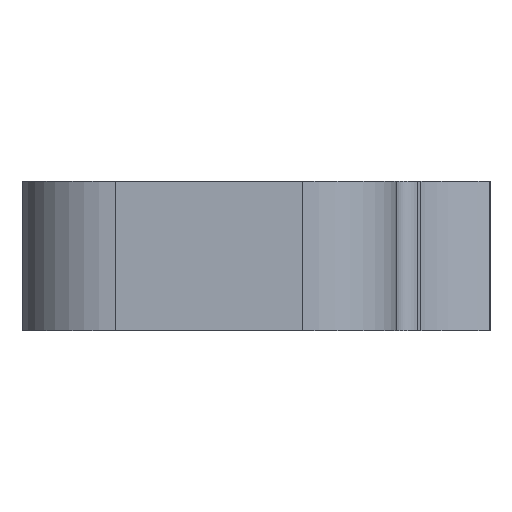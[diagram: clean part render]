
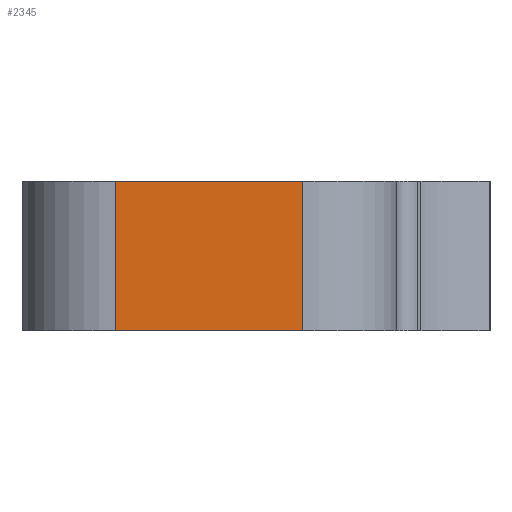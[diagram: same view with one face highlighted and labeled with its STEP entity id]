
A CAD part, front view. The second image highlights one B-rep face of the part: STEP entity #2345.
In plain terms, the highlighted planar face has unit normal (0, -1, 0).
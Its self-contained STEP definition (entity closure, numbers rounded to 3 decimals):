
#134=PLANE('',#2546);
#211=FACE_OUTER_BOUND('',#337,.T.);
#337=EDGE_LOOP('',(#1865,#1866,#1867,#1868));
#413=LINE('',#3221,#621);
#550=LINE('',#5766,#758);
#551=LINE('',#5769,#759);
#552=LINE('',#5770,#760);
#621=VECTOR('',#2625,10.);
#758=VECTOR('',#3016,10.);
#759=VECTOR('',#3019,10.);
#760=VECTOR('',#3020,10.);
#926=VERTEX_POINT('',#3218);
#927=VERTEX_POINT('',#3220);
#1108=VERTEX_POINT('',#5764);
#1109=VERTEX_POINT('',#5768);
#1168=EDGE_CURVE('',#926,#927,#413,.T.);
#1405=EDGE_CURVE('',#927,#1108,#550,.T.);
#1406=EDGE_CURVE('',#1109,#926,#551,.T.);
#1407=EDGE_CURVE('',#1108,#1109,#552,.T.);
#1865=ORIENTED_EDGE('',*,*,#1405,.F.);
#1866=ORIENTED_EDGE('',*,*,#1168,.F.);
#1867=ORIENTED_EDGE('',*,*,#1406,.F.);
#1868=ORIENTED_EDGE('',*,*,#1407,.F.);
#2345=ADVANCED_FACE('',(#211),#134,.T.);
#2546=AXIS2_PLACEMENT_3D('',#5767,#3017,#3018);
#2625=DIRECTION('',(1.,0.,0.));
#3016=DIRECTION('',(0.,0.,-1.));
#3017=DIRECTION('center_axis',(0.,-1.,0.));
#3018=DIRECTION('ref_axis',(-1.,0.,0.));
#3019=DIRECTION('',(0.,0.,1.));
#3020=DIRECTION('',(-1.,0.,0.));
#3218=CARTESIAN_POINT('',(0.,-80.89,4.));
#3220=CARTESIAN_POINT('',(5.,-80.89,4.));
#3221=CARTESIAN_POINT('',(2.5,-80.89,4.));
#5764=CARTESIAN_POINT('',(5.,-80.89,0.));
#5766=CARTESIAN_POINT('',(5.,-80.89,4.));
#5767=CARTESIAN_POINT('Origin',(7.5,-80.89,4.));
#5768=CARTESIAN_POINT('',(0.,-80.89,0.));
#5769=CARTESIAN_POINT('',(0.,-80.89,4.));
#5770=CARTESIAN_POINT('',(2.5,-80.89,0.));
